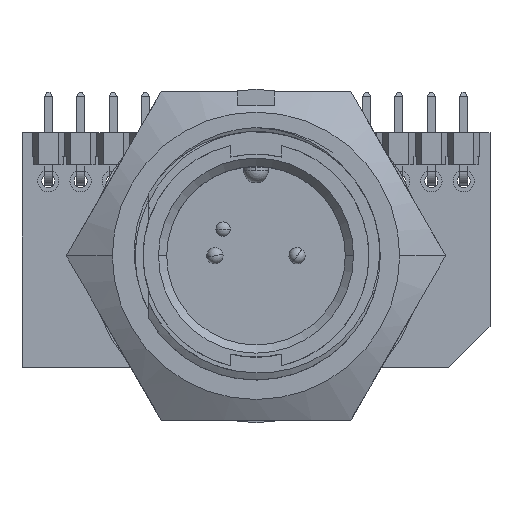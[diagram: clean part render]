
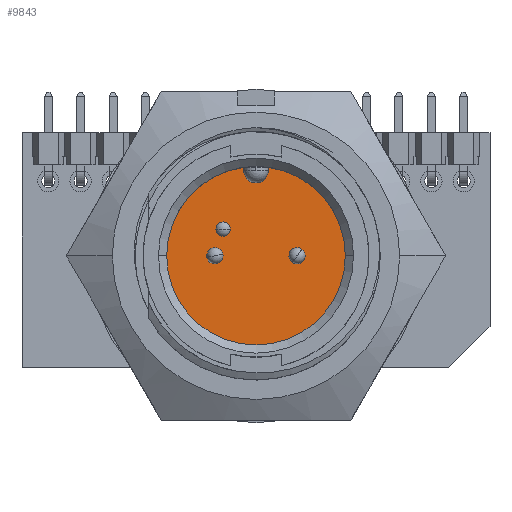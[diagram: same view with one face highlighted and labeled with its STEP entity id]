
A CAD part, top view. The second image highlights one B-rep face of the part: STEP entity #9843.
In plain terms, the highlighted planar face has unit normal (0, 0, 1).
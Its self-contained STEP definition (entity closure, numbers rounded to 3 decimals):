
#615 = ORIENTED_EDGE ( 'NONE', *, *, #1316, .T. ) ;
#1063 = FACE_OUTER_BOUND ( 'NONE', #27450, .T. ) ;
#1145 = EDGE_CURVE ( 'NONE', #21695, #18001, #21898, .T. ) ;
#1316 = EDGE_CURVE ( 'NONE', #22238, #25086, #13835, .T. ) ;
#1398 = CARTESIAN_POINT ( 'NONE',  ( 0.762, 5.472, -8.382 ) ) ;
#1830 = DIRECTION ( 'NONE',  ( 1., 0., 0. ) ) ;
#2022 = EDGE_LOOP ( 'NONE', ( #6343, #10450 ) ) ;
#2250 = ORIENTED_EDGE ( 'NONE', *, *, #23417, .F. ) ;
#2259 = DIRECTION ( 'NONE',  ( 0., 0., 1. ) ) ;
#2266 = EDGE_CURVE ( 'NONE', #18001, #21695, #28910, .T. ) ;
#2319 = CARTESIAN_POINT ( 'NONE',  ( 2.236, -0.399, -8.382 ) ) ;
#2421 = CARTESIAN_POINT ( 'NONE',  ( -2.54, 0., -8.382 ) ) ;
#2514 = CARTESIAN_POINT ( 'NONE',  ( -5.524, 0., -8.382 ) ) ;
#2723 = CIRCLE ( 'NONE', #2931, 0.502 ) ;
#2830 = ORIENTED_EDGE ( 'NONE', *, *, #4352, .T. ) ;
#2931 = AXIS2_PLACEMENT_3D ( 'NONE', #22588, #9204, #24843 ) ;
#2959 = CIRCLE ( 'NONE', #26705, 5.524 ) ;
#2975 = CIRCLE ( 'NONE', #24837, 0.502 ) ;
#3270 = DIRECTION ( 'NONE',  ( 0., 0., 1. ) ) ;
#3831 = CARTESIAN_POINT ( 'NONE',  ( -2.476, 1.651, -8.382 ) ) ;
#4352 = EDGE_CURVE ( 'NONE', #7332, #7431, #2959, .T. ) ;
#4362 = CARTESIAN_POINT ( 'NONE',  ( 0.762, 5.472, -8.382 ) ) ;
#4544 = VERTEX_POINT ( 'NONE', #8565 ) ;
#4660 = DIRECTION ( 'NONE',  ( 1., 0., 0. ) ) ;
#4713 = CIRCLE ( 'NONE', #9299, 5.524 ) ;
#5384 = CARTESIAN_POINT ( 'NONE',  ( 0., 0., -8.382 ) ) ;
#6175 = DIRECTION ( 'NONE',  ( 0., 0., 1. ) ) ;
#6343 = ORIENTED_EDGE ( 'NONE', *, *, #1145, .F. ) ;
#6605 = EDGE_CURVE ( 'NONE', #20126, #7332, #9251, .T. ) ;
#6616 = CIRCLE ( 'NONE', #11576, 0.762 ) ;
#6777 = EDGE_CURVE ( 'NONE', #7431, #18289, #18337, .T. ) ;
#7332 = VERTEX_POINT ( 'NONE', #11154 ) ;
#7431 = VERTEX_POINT ( 'NONE', #2514 ) ;
#7650 = DIRECTION ( 'NONE',  ( 1., 0., 0. ) ) ;
#7657 = ORIENTED_EDGE ( 'NONE', *, *, #6777, .T. ) ;
#7920 = VECTOR ( 'NONE', #14788, 1000. ) ;
#8174 = CARTESIAN_POINT ( 'NONE',  ( 0., 0., -8.382 ) ) ;
#8565 = CARTESIAN_POINT ( 'NONE',  ( 2.844, 0.399, -8.382 ) ) ;
#8904 = CIRCLE ( 'NONE', #18983, 0.502 ) ;
#9111 = DIRECTION ( 'NONE',  ( 0., 1., 0. ) ) ;
#9204 = DIRECTION ( 'NONE',  ( 0., 0., 1. ) ) ;
#9251 = LINE ( 'NONE', #20247, #15164 ) ;
#9299 = AXIS2_PLACEMENT_3D ( 'NONE', #15646, #2259, #17910 ) ;
#9495 = CIRCLE ( 'NONE', #22550, 0.502 ) ;
#9843 = ADVANCED_FACE ( 'NONE', ( #1063, #18224, #12958, #12274 ), #11262, .T. ) ;
#10282 = CARTESIAN_POINT ( 'NONE',  ( -0.762, 5.271, -8.382 ) ) ;
#10423 = DIRECTION ( 'NONE',  ( 1., 0., 0. ) ) ;
#10450 = ORIENTED_EDGE ( 'NONE', *, *, #2266, .F. ) ;
#10751 = AXIS2_PLACEMENT_3D ( 'NONE', #11354, #26994, #13574 ) ;
#11154 = CARTESIAN_POINT ( 'NONE',  ( -0.762, 5.472, -8.382 ) ) ;
#11262 = PLANE ( 'NONE',  #10751 ) ;
#11354 = CARTESIAN_POINT ( 'NONE',  ( 0., 0., -8.382 ) ) ;
#11576 = AXIS2_PLACEMENT_3D ( 'NONE', #25505, #12125, #27765 ) ;
#12125 = DIRECTION ( 'NONE',  ( 0., 0., -1. ) ) ;
#12274 = FACE_BOUND ( 'NONE', #28396, .T. ) ;
#12958 = FACE_BOUND ( 'NONE', #19769, .T. ) ;
#13074 = CARTESIAN_POINT ( 'NONE',  ( 2.54, 0., -8.382 ) ) ;
#13394 = CARTESIAN_POINT ( 'NONE',  ( -2.048, 0.096, -8.382 ) ) ;
#13574 = DIRECTION ( 'NONE',  ( 1., 0., 0. ) ) ;
#13835 = LINE ( 'NONE', #1398, #7920 ) ;
#14354 = AXIS2_PLACEMENT_3D ( 'NONE', #5384, #21029, #7650 ) ;
#14502 = EDGE_CURVE ( 'NONE', #25086, #20126, #6616, .T. ) ;
#14788 = DIRECTION ( 'NONE',  ( 0., -1., 0. ) ) ;
#15164 = VECTOR ( 'NONE', #9111, 1000. ) ;
#15185 = EDGE_CURVE ( 'NONE', #4544, #26132, #2723, .T. ) ;
#15223 = DIRECTION ( 'NONE',  ( 0., 0., 1. ) ) ;
#15321 = DIRECTION ( 'NONE',  ( 1., 0., 0. ) ) ;
#15354 = CARTESIAN_POINT ( 'NONE',  ( 0.762, 5.271, -8.382 ) ) ;
#15646 = CARTESIAN_POINT ( 'NONE',  ( 0., 0., -8.382 ) ) ;
#16674 = CARTESIAN_POINT ( 'NONE',  ( -2.032, 1.651, -8.382 ) ) ;
#17344 = CARTESIAN_POINT ( 'NONE',  ( -3.032, -0.096, -8.382 ) ) ;
#17521 = CARTESIAN_POINT ( 'NONE',  ( 5.524, 0., -8.382 ) ) ;
#17729 = ORIENTED_EDGE ( 'NONE', *, *, #14502, .T. ) ;
#17910 = DIRECTION ( 'NONE',  ( 1., 0., 0. ) ) ;
#18001 = VERTEX_POINT ( 'NONE', #23482 ) ;
#18080 = DIRECTION ( 'NONE',  ( 0., 0., 1. ) ) ;
#18224 = FACE_BOUND ( 'NONE', #2022, .T. ) ;
#18289 = VERTEX_POINT ( 'NONE', #17521 ) ;
#18337 = CIRCLE ( 'NONE', #14354, 5.524 ) ;
#18947 = DIRECTION ( 'NONE',  ( 1., 0., 0. ) ) ;
#18983 = AXIS2_PLACEMENT_3D ( 'NONE', #2421, #18080, #4660 ) ;
#19014 = AXIS2_PLACEMENT_3D ( 'NONE', #28668, #15223, #1830 ) ;
#19312 = VERTEX_POINT ( 'NONE', #17344 ) ;
#19579 = CARTESIAN_POINT ( 'NONE',  ( -2.54, 0., -8.382 ) ) ;
#19769 = EDGE_LOOP ( 'NONE', ( #2250, #25007 ) ) ;
#20126 = VERTEX_POINT ( 'NONE', #10282 ) ;
#20247 = CARTESIAN_POINT ( 'NONE',  ( -0.762, 5.472, -8.382 ) ) ;
#20279 = ORIENTED_EDGE ( 'NONE', *, *, #6605, .T. ) ;
#20397 = EDGE_CURVE ( 'NONE', #19312, #25220, #8904, .T. ) ;
#21029 = DIRECTION ( 'NONE',  ( 0., 0., 1. ) ) ;
#21695 = VERTEX_POINT ( 'NONE', #3831 ) ;
#21707 = ORIENTED_EDGE ( 'NONE', *, *, #25188, .T. ) ;
#21811 = DIRECTION ( 'NONE',  ( 1., 0., 0. ) ) ;
#21898 = CIRCLE ( 'NONE', #23652, 0.444 ) ;
#22238 = VERTEX_POINT ( 'NONE', #4362 ) ;
#22550 = AXIS2_PLACEMENT_3D ( 'NONE', #13074, #28754, #15321 ) ;
#22588 = CARTESIAN_POINT ( 'NONE',  ( 2.54, 0., -8.382 ) ) ;
#23417 = EDGE_CURVE ( 'NONE', #26132, #4544, #9495, .T. ) ;
#23482 = CARTESIAN_POINT ( 'NONE',  ( -1.588, 1.651, -8.382 ) ) ;
#23576 = ORIENTED_EDGE ( 'NONE', *, *, #20397, .F. ) ;
#23652 = AXIS2_PLACEMENT_3D ( 'NONE', #16674, #3270, #18947 ) ;
#23789 = DIRECTION ( 'NONE',  ( 0., 0., 1. ) ) ;
#24360 = ORIENTED_EDGE ( 'NONE', *, *, #24928, .F. ) ;
#24837 = AXIS2_PLACEMENT_3D ( 'NONE', #19579, #6175, #21811 ) ;
#24843 = DIRECTION ( 'NONE',  ( 1., 0., 0. ) ) ;
#24928 = EDGE_CURVE ( 'NONE', #25220, #19312, #2975, .T. ) ;
#25007 = ORIENTED_EDGE ( 'NONE', *, *, #15185, .F. ) ;
#25086 = VERTEX_POINT ( 'NONE', #15354 ) ;
#25188 = EDGE_CURVE ( 'NONE', #18289, #22238, #4713, .T. ) ;
#25220 = VERTEX_POINT ( 'NONE', #13394 ) ;
#25505 = CARTESIAN_POINT ( 'NONE',  ( 0., 5.271, -8.382 ) ) ;
#26132 = VERTEX_POINT ( 'NONE', #2319 ) ;
#26705 = AXIS2_PLACEMENT_3D ( 'NONE', #8174, #23789, #10423 ) ;
#26994 = DIRECTION ( 'NONE',  ( 0., 0., 1. ) ) ;
#27450 = EDGE_LOOP ( 'NONE', ( #615, #17729, #20279, #2830, #7657, #21707 ) ) ;
#27765 = DIRECTION ( 'NONE',  ( 1., 0., 0. ) ) ;
#28396 = EDGE_LOOP ( 'NONE', ( #23576, #24360 ) ) ;
#28668 = CARTESIAN_POINT ( 'NONE',  ( -2.032, 1.651, -8.382 ) ) ;
#28754 = DIRECTION ( 'NONE',  ( 0., 0., 1. ) ) ;
#28910 = CIRCLE ( 'NONE', #19014, 0.444 ) ;
